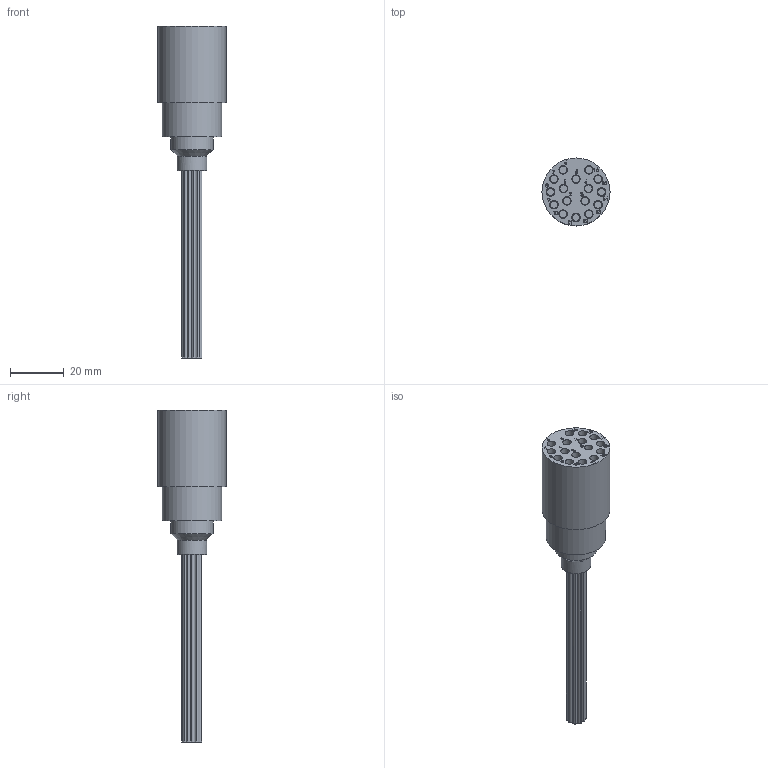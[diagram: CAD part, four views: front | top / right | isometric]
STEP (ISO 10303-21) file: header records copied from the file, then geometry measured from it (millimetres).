
FILE_DESCRIPTION(/* description */ ('STEP AP214'),/* implementation_level */ '2;1');
FILE_NAME(/* name */ 'MCOM16F.stp',/* time_stamp */ '2020-09-10T09:29:43+02:00',/* author */ ('sh'),/* organization */ (''),/* preprocessor_version */ 'ST-DEVELOPER v17.2',/* originating_system */ 'Autodesk Inventor 2019',/* authorisation */ '');
FILE_SCHEMA (('AUTOMOTIVE_DESIGN { 1 0 10303 214 3 1 1 }'));
Length unit declared in the file: inch
Products named in the file (1): 01106160
Bounding box: 25.4 x 25.4 x 123.95 mm (x, y, z)
Volume: 22023.3 mm3; surface area: 11501.9 mm2
Topology: 1 solids, 1 shells, 435 faces, 1135 edges, 776 vertices
Faces by surface type: plane 205, cylinder 96, bspline 84, torus 49, cone 1
Full cylindrical faces by diameter (mm): 1.499 x6, 3.175 x64, 11.1 x1, 15.875 x1, 22.225 x1, 25.4 x1
Entity records: 18266 total; most frequent: CARTESIAN_POINT 7463, ORIENTED_EDGE 2270, DIRECTION 2080, EDGE_CURVE 1135, VERTEX_POINT 776, AXIS2_PLACEMENT_3D 761, LINE 558, VECTOR 558
